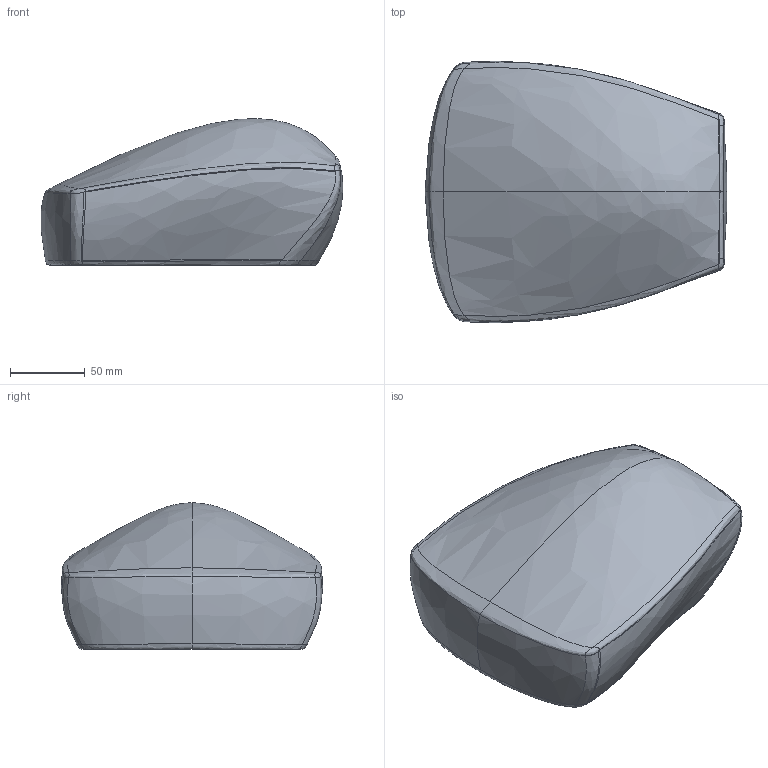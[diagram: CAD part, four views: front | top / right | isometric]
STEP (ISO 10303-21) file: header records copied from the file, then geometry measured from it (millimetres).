
FILE_DESCRIPTION(('FreeCAD Model'),'2;1');
FILE_NAME('Bezier primary Surface Volume 63-export shell.step', '2017-01-29T03:15:29',('Author'),(''), 'Open CASCADE STEP processor 7.0','FreeCAD','Unknown');
FILE_SCHEMA(('AUTOMOTIVE_DESIGN_CC2 { 1 2 10303 214 -1 1 5 4 }'));
Length unit declared in the file: millimetre
Products named in the file (2): ASSEMBLY; Shell
Assembly tree (1 placements, depth 2):
  ASSEMBLY
    Shell
Bounding box: 201.31 x 174.36 x 97.85 mm (x, y, z)
Surface area: 90987.3 mm2 (no closed solid volume)
Topology: 0 solids, 1 shells, 52 faces, 126 edges, 58 vertices
Faces by surface type: bspline 52
Entity records: 3905 total; most frequent: CARTESIAN_POINT 2056, ORIENTED_EDGE 208, PCURVE 208, DEFINITIONAL_REPRESENTATION 208, DIRECTION 180, LINE 176, VECTOR 176, B_SPLINE_CURVE_WITH_KNOTS 150
